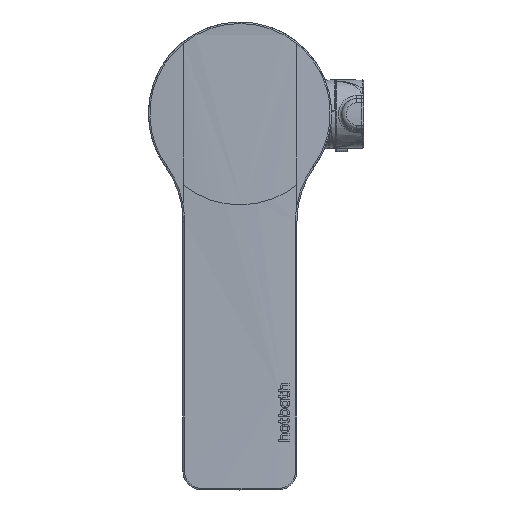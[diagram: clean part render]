
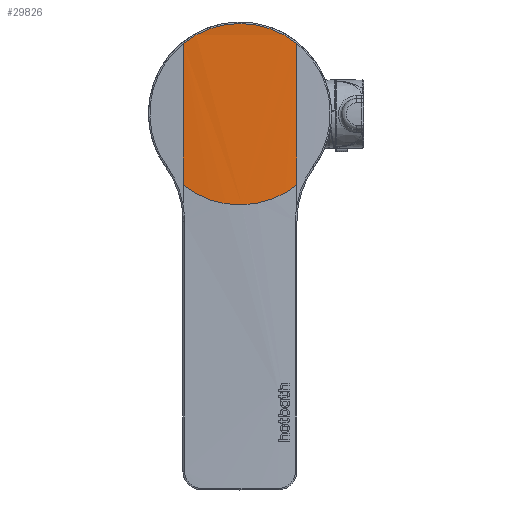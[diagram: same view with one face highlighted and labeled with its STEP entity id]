
A CAD part, top view. The second image highlights one B-rep face of the part: STEP entity #29826.
In plain terms, the highlighted free-form (B-spline) face has degree [3, 1] with [5, 2] control points.
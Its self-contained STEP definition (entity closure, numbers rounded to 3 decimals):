
#1158=B_SPLINE_SURFACE_WITH_KNOTS('',3,1,((#62072,#62073),(#62074,#62075),
(#62076,#62077),(#62078,#62079),(#62080,#62081)),
 .SURF_OF_LINEAR_EXTRUSION.,.F.,.F.,.F.,(4,1,4),(2,2),(0.19,
0.502,0.813),(0.,1.),.UNSPECIFIED.);
#3888=B_SPLINE_CURVE_WITH_KNOTS('',3,(#62082,#62083,#62084,#62085,#62086,
#62087,#62088,#62089,#62090,#62091,#62092,#62093,#62094,#62095),
 .UNSPECIFIED.,.F.,.F.,(4,1,1,1,1,1,1,1,1,1,1,4),(0.345,0.384,
0.422,0.461,0.481,0.5,
0.519,0.539,0.578,0.616,
0.636,0.655),.UNSPECIFIED.);
#3889=B_SPLINE_CURVE_WITH_KNOTS('',3,(#62098,#62099,#62100,#62101),
 .UNSPECIFIED.,.F.,.F.,(4,4),(0.575,1.),
 .UNSPECIFIED.);
#3890=B_SPLINE_CURVE_WITH_KNOTS('',3,(#62103,#62104,#62105,#62106,#62107,
#62108,#62109,#62110,#62111,#62112,#62113),.UNSPECIFIED.,.F.,.F.,(4,1,1,
1,1,1,1,1,4),(0.,0.125,0.25,0.375,0.5,0.625,0.75,0.875,1.),
 .UNSPECIFIED.);
#3891=B_SPLINE_CURVE_WITH_KNOTS('',3,(#62115,#62116,#62117,#62118),
 .UNSPECIFIED.,.F.,.F.,(4,4),(0.575,1.),
 .UNSPECIFIED.);
#7781=ORIENTED_EDGE('',*,*,#15649,.T.);
#7782=ORIENTED_EDGE('',*,*,#15650,.T.);
#7783=ORIENTED_EDGE('',*,*,#15651,.T.);
#7784=ORIENTED_EDGE('',*,*,#15652,.F.);
#15649=EDGE_CURVE('',#19731,#19732,#3888,.T.);
#15650=EDGE_CURVE('',#19732,#19733,#3889,.T.);
#15651=EDGE_CURVE('',#19733,#19734,#3890,.T.);
#15652=EDGE_CURVE('',#19731,#19734,#3891,.T.);
#19731=VERTEX_POINT('',#62096);
#19732=VERTEX_POINT('',#62097);
#19733=VERTEX_POINT('',#62102);
#19734=VERTEX_POINT('',#62114);
#24889=EDGE_LOOP('',(#7781,#7782,#7783,#7784));
#27148=FACE_BOUND('',#24889,.T.);
#29826=ADVANCED_FACE('',(#27148),#1158,.T.);
#62072=CARTESIAN_POINT('',(18.149,29.098,136.19));
#62073=CARTESIAN_POINT('',(18.149,-29.495,136.19));
#62074=CARTESIAN_POINT('',(12.08,29.098,136.503));
#62075=CARTESIAN_POINT('',(12.08,-29.495,136.503));
#62076=CARTESIAN_POINT('',(-0.109,29.098,136.873));
#62077=CARTESIAN_POINT('',(-0.109,-29.495,136.873));
#62078=CARTESIAN_POINT('',(-12.299,29.098,136.494));
#62079=CARTESIAN_POINT('',(-12.299,-29.495,136.494));
#62080=CARTESIAN_POINT('',(-18.366,29.098,136.179));
#62081=CARTESIAN_POINT('',(-18.366,-29.495,136.179));
#62082=CARTESIAN_POINT('',(18.149,22.327,136.19));
#62083=CARTESIAN_POINT('',(16.883,23.347,136.255));
#62084=CARTESIAN_POINT('',(14.093,25.226,136.393));
#62085=CARTESIAN_POINT('',(9.628,27.263,136.556));
#62086=CARTESIAN_POINT('',(5.726,28.276,136.643));
#62087=CARTESIAN_POINT('',(2.494,28.683,136.679));
#62088=CARTESIAN_POINT('',(-0.002,28.784,136.689));
#62089=CARTESIAN_POINT('',(-2.495,28.683,136.679));
#62090=CARTESIAN_POINT('',(-5.726,28.277,136.643));
#62091=CARTESIAN_POINT('',(-9.631,27.261,136.555));
#62092=CARTESIAN_POINT('',(-13.341,25.57,136.42));
#62093=CARTESIAN_POINT('',(-16.201,23.807,136.289));
#62094=CARTESIAN_POINT('',(-17.516,22.837,136.223));
#62095=CARTESIAN_POINT('',(-18.149,22.328,136.19));
#62096=CARTESIAN_POINT('',(18.146,22.324,136.188));
#62097=CARTESIAN_POINT('',(-18.146,22.324,136.188));
#62098=CARTESIAN_POINT('',(-18.149,22.328,136.19));
#62099=CARTESIAN_POINT('',(-18.149,7.271,136.19));
#62100=CARTESIAN_POINT('',(-18.149,-7.786,136.19));
#62101=CARTESIAN_POINT('',(-18.149,-22.843,136.19));
#62102=CARTESIAN_POINT('',(-18.149,-22.843,136.187));
#62103=CARTESIAN_POINT('',(-18.148,-22.843,136.184));
#62104=CARTESIAN_POINT('',(-16.872,-23.855,136.255));
#62105=CARTESIAN_POINT('',(-14.184,-25.642,136.389));
#62106=CARTESIAN_POINT('',(-9.68,-27.635,136.554));
#62107=CARTESIAN_POINT('',(-4.904,-28.873,136.661));
#62108=CARTESIAN_POINT('',(-0.022,-29.28,136.698));
#62109=CARTESIAN_POINT('',(4.862,-28.879,136.662));
#62110=CARTESIAN_POINT('',(9.646,-27.644,136.555));
#62111=CARTESIAN_POINT('',(14.162,-25.65,136.39));
#62112=CARTESIAN_POINT('',(16.864,-23.858,136.255));
#62113=CARTESIAN_POINT('',(18.148,-22.843,136.184));
#62114=CARTESIAN_POINT('',(18.149,-22.843,136.187));
#62115=CARTESIAN_POINT('',(18.149,22.327,136.19));
#62116=CARTESIAN_POINT('',(18.149,7.271,136.19));
#62117=CARTESIAN_POINT('',(18.149,-7.786,136.19));
#62118=CARTESIAN_POINT('',(18.149,-22.843,136.19));
